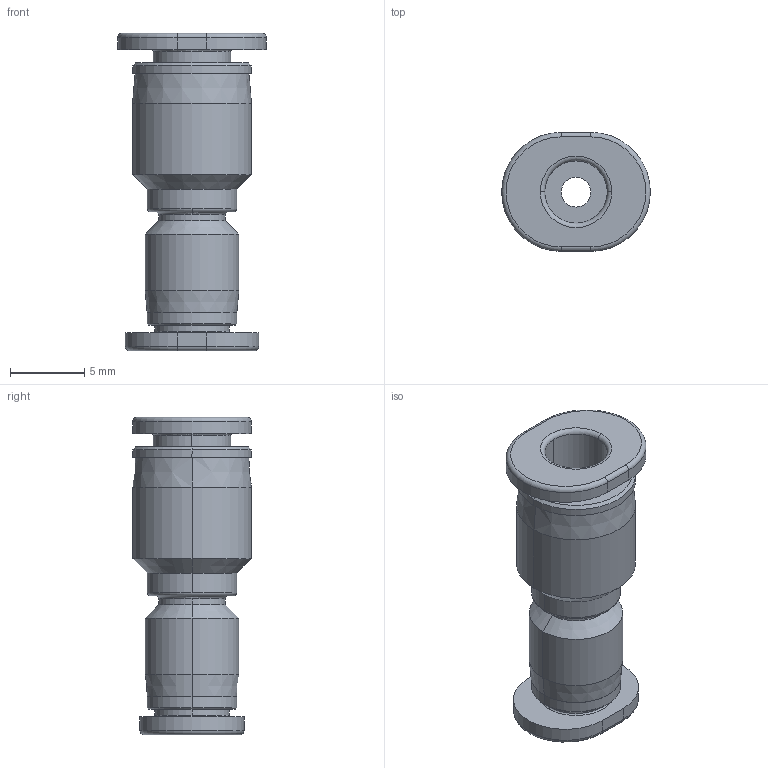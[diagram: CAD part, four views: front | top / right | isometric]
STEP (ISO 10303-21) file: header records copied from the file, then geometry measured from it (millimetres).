
FILE_DESCRIPTION((''),'2;1');
FILE_NAME('PG0403C-mdt.stp','2017-07-24T14:45:08',(''),(''),'Mechanical Desktop 2009','Mechanical Desktop 2009',', , ');
FILE_SCHEMA(('CONFIG_CONTROL_DESIGN'));
Length unit declared in the file: millimetre
Products named in the file (6): PG0403C-MDTA; PG0403C-MDT; COLLAR-L03C; COLLAR-L03C-L; COLLAR-L04C; COLLAR-C03C
Assembly tree (7 placements, depth 2):
  PG0403C-MDTA
    PG0403C-MDT
    COLLAR-L03C
    COLLAR-L03C-L  x2
    COLLAR-L04C  x2
    COLLAR-C03C
Bounding box: 10 x 8 x 21.35 mm (x, y, z)
Volume: 609.2 mm3; surface area: 949.4 mm2
Topology: 1 solids, 1 shells, 73 faces, 160 edges, 98 vertices
Faces by surface type: cylinder 30, plane 15, cone 12, torus 10, bspline 6
Entity records: 2457 total; most frequent: CARTESIAN_POINT 603, DIRECTION 416, ORIENTED_EDGE 320, AXIS2_PLACEMENT_3D 181, EDGE_CURVE 160, CIRCLE 106, VERTEX_POINT 98, EDGE_LOOP 84
